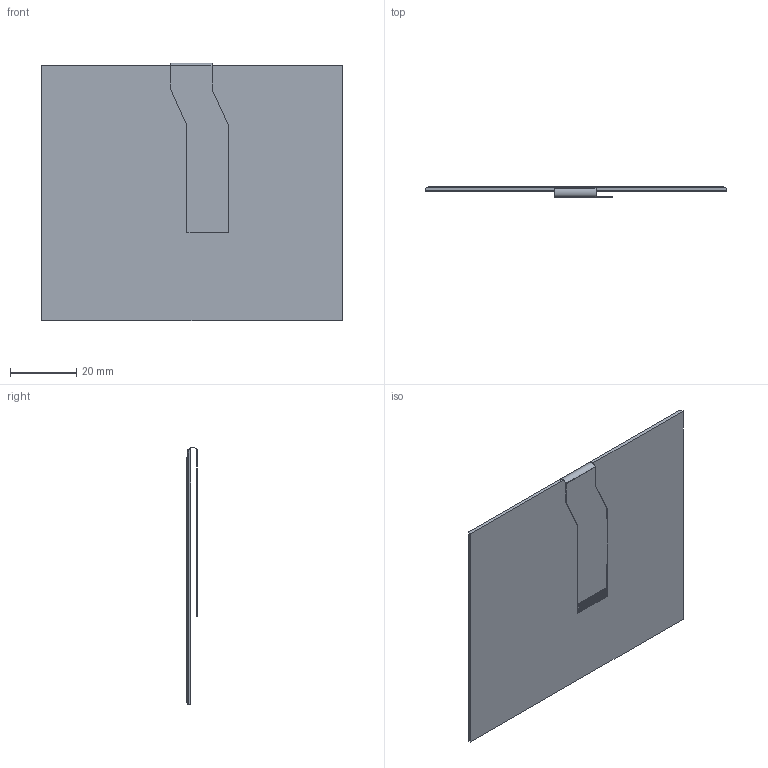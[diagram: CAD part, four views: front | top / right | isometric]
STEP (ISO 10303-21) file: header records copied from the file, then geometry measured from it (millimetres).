
FILE_DESCRIPTION(/* description */ ('','CAx-IF Rec.Pracs.---Representation and Presentation of Product Manufacturing Information (PMI)---4.0---2014-10-13'),/* implementation_level */ '2;1');
FILE_NAME(/* name */ '4.2 E-Ink - Display folded cable v3.step',/* time_stamp */ '2025-02-25T15:43:23+05:30',/* author */ (''),/* organization */ (''),/* preprocessor_version */ 'ST-DEVELOPER v20',/* originating_system */ 'Autodesk Translation Framework v13.20.0.188',/* authorisation */ '');
FILE_SCHEMA (('AP242_MANAGED_MODEL_BASED_3D_ENGINEERING_MIM_LF { 1 0 10303 442 1 1 4 }'));
Length unit declared in the file: millimetre
Products named in the file (1): 4.2 E-Ink - Display folded cable
Bounding box: 91 x 3.18 x 77.88 mm (x, y, z)
Volume: 8973.7 mm3; surface area: 26596.8 mm2
Topology: 3 solids, 11 shells, 260 faces, 618 edges, 409 vertices
Faces by surface type: plane 210, cylinder 28, bspline 22
Full cylindrical faces by diameter (mm): 1.497 x2
Entity records: 8254 total; most frequent: CARTESIAN_POINT 2154, ORIENTED_EDGE 1236, DIRECTION 1110, EDGE_CURVE 618, LINE 516, VECTOR 516, VERTEX_POINT 409, AXIS2_PLACEMENT_3D 297
